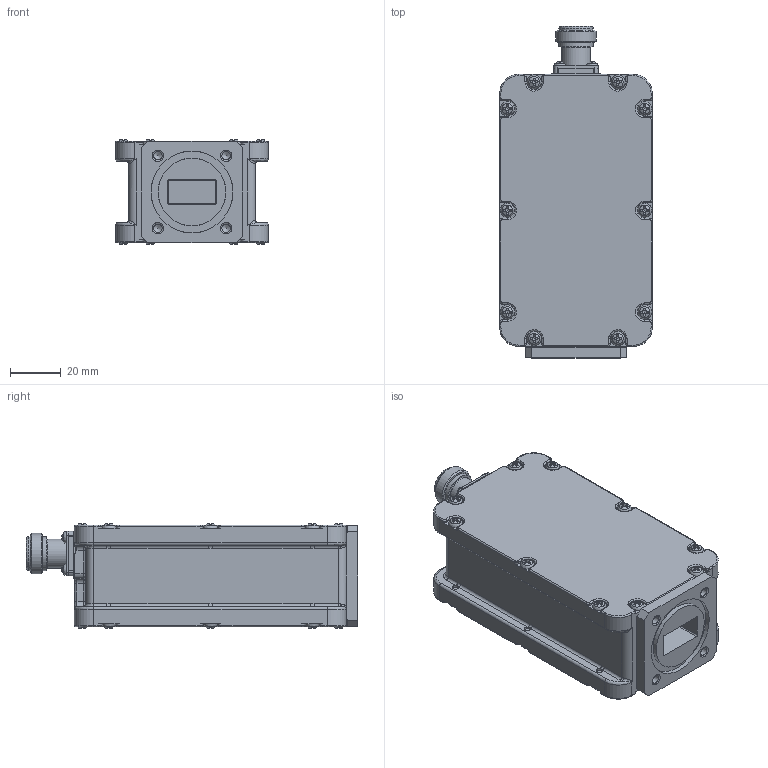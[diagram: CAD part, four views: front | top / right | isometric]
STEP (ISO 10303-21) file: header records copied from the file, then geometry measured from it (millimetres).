
FILE_DESCRIPTION (( 'STEP AP203' ), '1' );
FILE_NAME ('LNB1000XN-2.STEP', '2022-05-13T00:48:57', ( '' ), ( '' ), 'SwSTEP 2.0', 'SolidWorks 2017', '' );
FILE_SCHEMA (( 'CONFIG_CONTROL_DESIGN' ));
Length unit declared in the file: inch
Products named in the file (1): LNB1000XN-2
Bounding box: 60 x 130.52 x 41.38 mm (x, y, z)
Volume: 224373.5 mm3; surface area: 52513.8 mm2
Topology: 3 solids, 39 shells, 1376 faces, 3313 edges, 2044 vertices
Faces by surface type: plane 636, cylinder 312, cone 226, bspline 201, torus 1
Full cylindrical faces by diameter (mm): 1.27 x1, 2.05 x4, 2.5 x20, 2.6 x4, 3 x24, 3.048 x1, 3.2 x4, 3.3 x24, 4.1 x1, 4.191 x1, 4.3 x1, 7.112 x1, 7.595 x1, 7.6 x1, 8.3 x1, 8.382 x1, 10.5 x1, 11.43 x1, 12.522 x1, 13.462 x2, 15.875 x1
Entity records: 45775 total; most frequent: CARTESIAN_POINT 16696, ORIENTED_EDGE 5982, DIRECTION 5693, EDGE_CURVE 2991, AXIS2_PLACEMENT_3D 2267, VERTEX_POINT 1971, EDGE_LOOP 1714, FACE_OUTER_BOUND 1522
